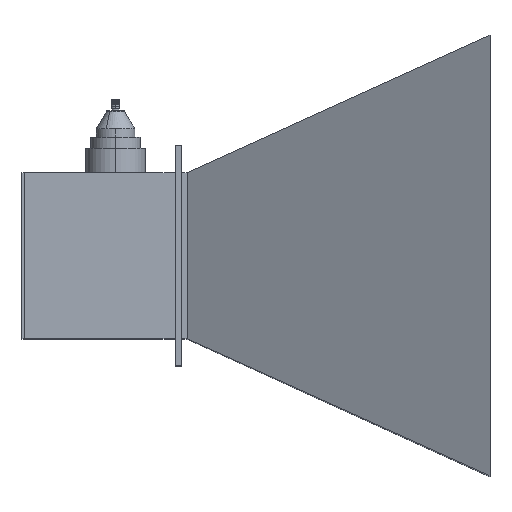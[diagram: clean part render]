
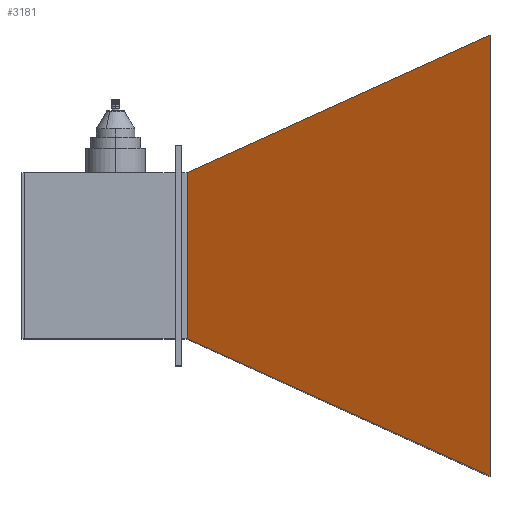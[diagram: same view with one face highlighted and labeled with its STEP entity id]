
A CAD part, top view. The second image highlights one B-rep face of the part: STEP entity #3181.
In plain terms, the highlighted planar face has unit normal (-0.451, 0, 0.892).
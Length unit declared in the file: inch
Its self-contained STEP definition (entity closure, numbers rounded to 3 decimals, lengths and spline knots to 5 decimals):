
#37 = DIRECTION ( 'NONE',  ( -0.451, 0., 0.892 ) ) ;
#246 = LINE ( 'NONE', #2719, #6367 ) ;
#1248 = VERTEX_POINT ( 'NONE', #9224 ) ;
#1254 = DIRECTION ( 'NONE',  ( 0.827, -0.375, 0.418 ) ) ;
#1597 = ORIENTED_EDGE ( 'NONE', *, *, #5726, .T. ) ;
#1713 = CARTESIAN_POINT ( 'NONE',  ( 11.65354, -5.94488, 11.69291 ) ) ;
#1772 = CARTESIAN_POINT ( 'NONE',  ( 11.65354, 5.94488, 11.69291 ) ) ;
#2038 = LINE ( 'NONE', #7578, #6174 ) ;
#2561 = DIRECTION ( 'NONE',  ( 0., -1., 0. ) ) ;
#2719 = CARTESIAN_POINT ( 'NONE',  ( 11.65354, 0., 11.69291 ) ) ;
#2746 = CARTESIAN_POINT ( 'NONE',  ( 11.65354, -5.94488, 11.69291 ) ) ;
#2938 = VERTEX_POINT ( 'NONE', #6734 ) ;
#2947 = EDGE_CURVE ( 'NONE', #1248, #2938, #2038, .T. ) ;
#2962 = DIRECTION ( 'NONE',  ( 0.827, 0.375, 0.418 ) ) ;
#3086 = ORIENTED_EDGE ( 'NONE', *, *, #4363, .T. ) ;
#3181 = ADVANCED_FACE ( 'NONE', ( #9743 ), #6808, .T. ) ;
#3413 = DIRECTION ( 'NONE',  ( 0.892, 0., 0.451 ) ) ;
#3570 = VECTOR ( 'NONE', #2962, 39.37008 ) ;
#3757 = LINE ( 'NONE', #10186, #3570 ) ;
#4100 = CARTESIAN_POINT ( 'NONE',  ( -2.3361, 0., 4.62178 ) ) ;
#4278 = VERTEX_POINT ( 'NONE', #1713 ) ;
#4363 = EDGE_CURVE ( 'NONE', #6289, #4278, #246, .T. ) ;
#5726 = EDGE_CURVE ( 'NONE', #4278, #1248, #9968, .T. ) ;
#6174 = VECTOR ( 'NONE', #6784, 39.37008 ) ;
#6289 = VERTEX_POINT ( 'NONE', #1772 ) ;
#6340 = EDGE_LOOP ( 'NONE', ( #1597, #8461, #6496, #3086 ) ) ;
#6367 = VECTOR ( 'NONE', #2561, 39.37008 ) ;
#6496 = ORIENTED_EDGE ( 'NONE', *, *, #7132, .F. ) ;
#6734 = CARTESIAN_POINT ( 'NONE',  ( 33.30709, 15.74803, 22.6378 ) ) ;
#6784 = DIRECTION ( 'NONE',  ( 0., 1., 0. ) ) ;
#6808 = PLANE ( 'NONE',  #8043 ) ;
#7132 = EDGE_CURVE ( 'NONE', #6289, #2938, #3757, .T. ) ;
#7578 = CARTESIAN_POINT ( 'NONE',  ( 33.30709, 15.74803, 22.6378 ) ) ;
#7708 = VECTOR ( 'NONE', #1254, 39.37008 ) ;
#8043 = AXIS2_PLACEMENT_3D ( 'NONE', #4100, #37, #3413 ) ;
#8461 = ORIENTED_EDGE ( 'NONE', *, *, #2947, .T. ) ;
#9224 = CARTESIAN_POINT ( 'NONE',  ( 33.30709, -15.74803, 22.6378 ) ) ;
#9743 = FACE_OUTER_BOUND ( 'NONE', #6340, .T. ) ;
#9968 = LINE ( 'NONE', #2746, #7708 ) ;
#10186 = CARTESIAN_POINT ( 'NONE',  ( 11.65354, 5.94488, 11.69291 ) ) ;
